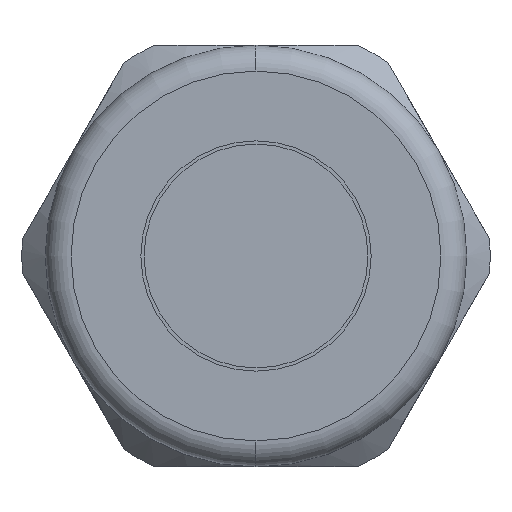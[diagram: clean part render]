
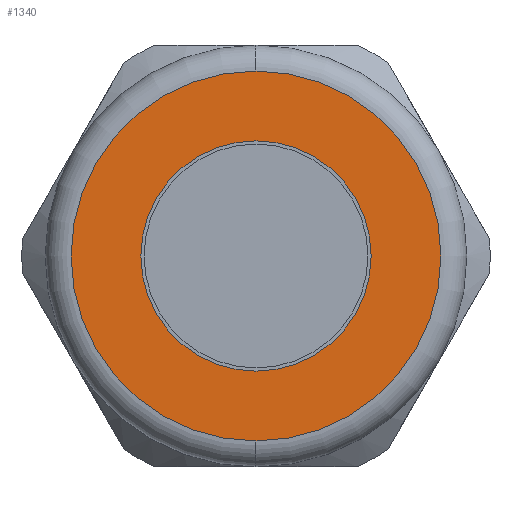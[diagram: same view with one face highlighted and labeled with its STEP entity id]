
A CAD part, left-side view. The second image highlights one B-rep face of the part: STEP entity #1340.
In plain terms, the highlighted planar face has unit normal (-1, 0, 0).
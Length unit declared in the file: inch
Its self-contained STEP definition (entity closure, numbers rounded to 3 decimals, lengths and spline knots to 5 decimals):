
#96 = VERTEX_POINT ( 'NONE', #2201 ) ;
#97 = VERTEX_POINT ( 'NONE', #2200 ) ;
#102 = EDGE_CURVE ( 'NONE', #97, #96, #2194, .T. ) ;
#548 = EDGE_CURVE ( 'NONE', #550, #553, #3064, .T. ) ;
#550 = VERTEX_POINT ( 'NONE', #3118 ) ;
#553 = VERTEX_POINT ( 'NONE', #3115 ) ;
#1337 = EDGE_CURVE ( 'NONE', #96, #97, #4604, .T. ) ;
#1340 = ADVANCED_FACE ( 'NONE', ( #4657, #4656 ), #4655, .T. ) ;
#1341 = EDGE_LOOP ( 'NONE', ( #1342, #1343 ) ) ;
#1342 = ORIENTED_EDGE ( 'NONE', *, *, #548, .T. ) ;
#1343 = ORIENTED_EDGE ( 'NONE', *, *, #1344, .T. ) ;
#1344 = EDGE_CURVE ( 'NONE', #553, #550, #4650, .T. ) ;
#1345 = EDGE_LOOP ( 'NONE', ( #1401, #1402 ) ) ;
#1401 = ORIENTED_EDGE ( 'NONE', *, *, #1337, .T. ) ;
#1402 = ORIENTED_EDGE ( 'NONE', *, *, #102, .T. ) ;
#2190 = DIRECTION ( 'NONE',  ( 0., 0., -1. ) ) ;
#2191 = DIRECTION ( 'NONE',  ( 1., 0., 0. ) ) ;
#2192 = CARTESIAN_POINT ( 'NONE',  ( -1.53, 0., 0. ) ) ;
#2193 = AXIS2_PLACEMENT_3D ( 'NONE', #2192, #2191, #2190 ) ;
#2194 = CIRCLE ( 'NONE', #2193, 0.355 ) ;
#2200 = CARTESIAN_POINT ( 'NONE',  ( -1.53, 0., 0.355 ) ) ;
#2201 = CARTESIAN_POINT ( 'NONE',  ( -1.53, 0., -0.355 ) ) ;
#3064 = CIRCLE ( 'NONE', #3127, 0.57 ) ;
#3115 = CARTESIAN_POINT ( 'NONE',  ( -1.53, 0., -0.57 ) ) ;
#3118 = CARTESIAN_POINT ( 'NONE',  ( -1.53, 0., 0.57 ) ) ;
#3124 = DIRECTION ( 'NONE',  ( 0., 0., 1. ) ) ;
#3125 = DIRECTION ( 'NONE',  ( -1., 0., 0. ) ) ;
#3126 = CARTESIAN_POINT ( 'NONE',  ( -1.53, 0., 0. ) ) ;
#3127 = AXIS2_PLACEMENT_3D ( 'NONE', #3126, #3125, #3124 ) ;
#4597 = DIRECTION ( 'NONE',  ( 1., 0., 0. ) ) ;
#4598 = CARTESIAN_POINT ( 'NONE',  ( -1.53, 0., 0. ) ) ;
#4599 = AXIS2_PLACEMENT_3D ( 'NONE', #4598, #4597, #4658 ) ;
#4604 = CIRCLE ( 'NONE', #4599, 0.355 ) ;
#4646 = DIRECTION ( 'NONE',  ( 0., 0., 1. ) ) ;
#4647 = DIRECTION ( 'NONE',  ( -1., 0., 0. ) ) ;
#4648 = CARTESIAN_POINT ( 'NONE',  ( -1.53, 0., 0. ) ) ;
#4649 = AXIS2_PLACEMENT_3D ( 'NONE', #4648, #4647, #4646 ) ;
#4650 = CIRCLE ( 'NONE', #4649, 0.57 ) ;
#4651 = DIRECTION ( 'NONE',  ( 0., 0., 1. ) ) ;
#4652 = DIRECTION ( 'NONE',  ( -1., 0., 0. ) ) ;
#4653 = CARTESIAN_POINT ( 'NONE',  ( -1.53, 0.65, 0. ) ) ;
#4654 = AXIS2_PLACEMENT_3D ( 'NONE', #4653, #4652, #4651 ) ;
#4655 = PLANE ( 'NONE',  #4654 ) ;
#4656 = FACE_BOUND ( 'NONE', #1345, .T. ) ;
#4657 = FACE_OUTER_BOUND ( 'NONE', #1341, .T. ) ;
#4658 = DIRECTION ( 'NONE',  ( 0., 0., -1. ) ) ;
